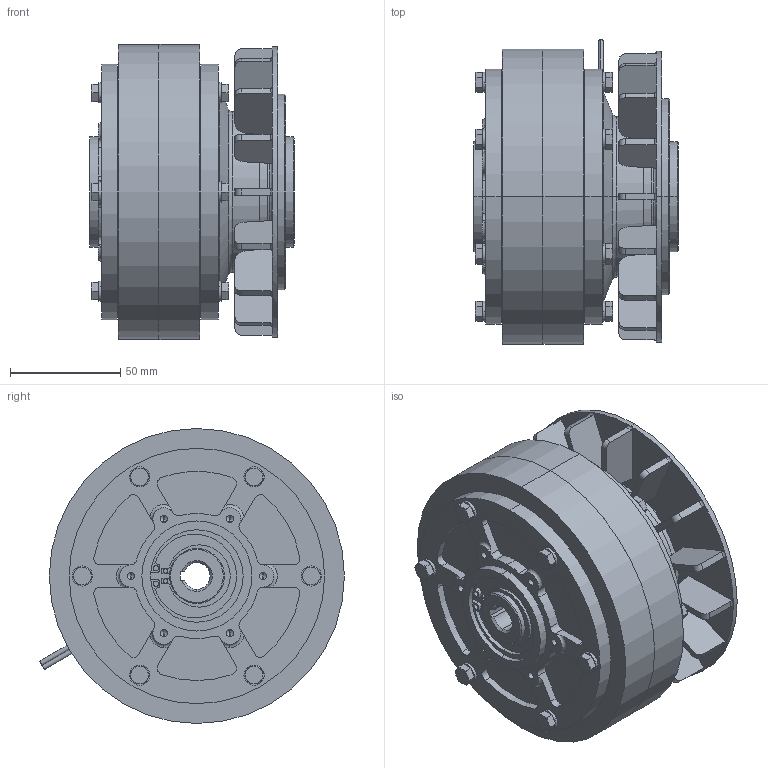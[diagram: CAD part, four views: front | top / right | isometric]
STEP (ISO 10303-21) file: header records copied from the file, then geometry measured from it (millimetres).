
FILE_DESCRIPTION (( 'STEP AP203' ), '1' );
FILE_NAME ('YPP616703.STEP', '2020-12-25T01:08:53', ( '' ), ( '' ), 'SwSTEP 2.0', 'SolidWorks 2016', '' );
FILE_SCHEMA (( 'CONFIG_CONTROL_DESIGN' ));
Length unit declared in the file: millimetre
Products named in the file (1): YPP616703
Bounding box: 93 x 138.42 x 134 mm (x, y, z)
Volume: 862942.8 mm3; surface area: 118936.7 mm2
Topology: 27 solids, 27 shells, 702 faces, 1689 edges, 1046 vertices
Faces by surface type: plane 306, cylinder 244, cone 132, torus 20
Entity records: 20680 total; most frequent: CARTESIAN_POINT 4224, DIRECTION 3557, ORIENTED_EDGE 3306, EDGE_CURVE 1653, AXIS2_PLACEMENT_3D 1383, VERTEX_POINT 1046, LINE 791, VECTOR 791
